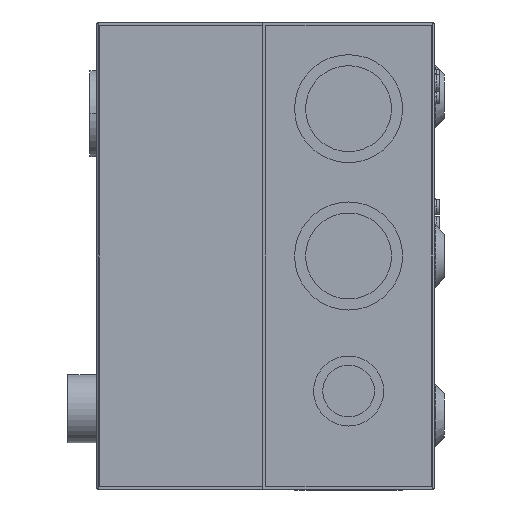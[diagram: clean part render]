
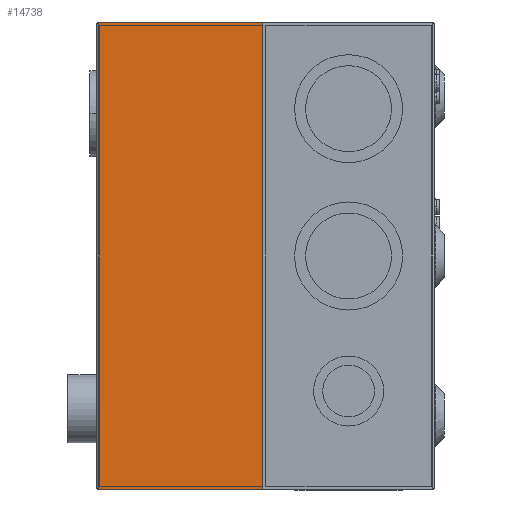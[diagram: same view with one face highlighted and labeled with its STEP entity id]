
A CAD part, left-side view. The second image highlights one B-rep face of the part: STEP entity #14738.
In plain terms, the highlighted planar face has unit normal (-1, 0, 0).
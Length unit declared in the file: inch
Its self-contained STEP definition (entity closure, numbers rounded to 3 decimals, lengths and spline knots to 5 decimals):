
#614 = VECTOR ( 'NONE', #1105, 39.37008 ) ;
#720 = CARTESIAN_POINT ( 'NONE',  ( -6.87436, 3.61752, -3.74016 ) ) ;
#1049 = CARTESIAN_POINT ( 'NONE',  ( -6.87436, 3.61752, 3.74016 ) ) ;
#1105 = DIRECTION ( 'NONE',  ( 0., -1., 0. ) ) ;
#1253 = VERTEX_POINT ( 'NONE', #720 ) ;
#1434 = EDGE_CURVE ( 'NONE', #6098, #7524, #8015, .T. ) ;
#3105 = EDGE_CURVE ( 'NONE', #1253, #13256, #7421, .T. ) ;
#4755 = FACE_OUTER_BOUND ( 'NONE', #12167, .T. ) ;
#4924 = CARTESIAN_POINT ( 'NONE',  ( -6.87436, 3.61752, 0. ) ) ;
#5494 = ORIENTED_EDGE ( 'NONE', *, *, #1434, .T. ) ;
#5645 = DIRECTION ( 'NONE',  ( -1., 0., 0. ) ) ;
#6098 = VERTEX_POINT ( 'NONE', #6921 ) ;
#6663 = CARTESIAN_POINT ( 'NONE',  ( -6.87436, 0.98366, -3.74016 ) ) ;
#6921 = CARTESIAN_POINT ( 'NONE',  ( -6.87436, 0.98366, -3.74016 ) ) ;
#7187 = CARTESIAN_POINT ( 'NONE',  ( -6.87436, 0.98366, -3.74016 ) ) ;
#7421 = LINE ( 'NONE', #4924, #7895 ) ;
#7432 = EDGE_CURVE ( 'NONE', #6098, #1253, #9681, .T. ) ;
#7485 = VECTOR ( 'NONE', #11845, 39.37008 ) ;
#7524 = VERTEX_POINT ( 'NONE', #10992 ) ;
#7895 = VECTOR ( 'NONE', #12247, 39.37008 ) ;
#8002 = AXIS2_PLACEMENT_3D ( 'NONE', #6663, #5645, #11638 ) ;
#8015 = LINE ( 'NONE', #15052, #12086 ) ;
#8415 = EDGE_CURVE ( 'NONE', #13256, #7524, #9593, .T. ) ;
#9108 = DIRECTION ( 'NONE',  ( 0., 0., 1. ) ) ;
#9512 = PLANE ( 'NONE',  #8002 ) ;
#9593 = LINE ( 'NONE', #10750, #614 ) ;
#9681 = LINE ( 'NONE', #7187, #7485 ) ;
#10750 = CARTESIAN_POINT ( 'NONE',  ( -6.87436, 0.98366, 3.74016 ) ) ;
#10992 = CARTESIAN_POINT ( 'NONE',  ( -6.87436, 0.98366, 3.74016 ) ) ;
#11638 = DIRECTION ( 'NONE',  ( 0., 0., 1. ) ) ;
#11845 = DIRECTION ( 'NONE',  ( 0., 1., 0. ) ) ;
#12086 = VECTOR ( 'NONE', #9108, 39.37008 ) ;
#12167 = EDGE_LOOP ( 'NONE', ( #14561, #13245, #14667, #5494 ) ) ;
#12247 = DIRECTION ( 'NONE',  ( 0., 0., 1. ) ) ;
#13245 = ORIENTED_EDGE ( 'NONE', *, *, #3105, .F. ) ;
#13256 = VERTEX_POINT ( 'NONE', #1049 ) ;
#14561 = ORIENTED_EDGE ( 'NONE', *, *, #8415, .F. ) ;
#14667 = ORIENTED_EDGE ( 'NONE', *, *, #7432, .F. ) ;
#14738 = ADVANCED_FACE ( 'NONE', ( #4755 ), #9512, .T. ) ;
#15052 = CARTESIAN_POINT ( 'NONE',  ( -6.87436, 0.98366, -3.74016 ) ) ;
